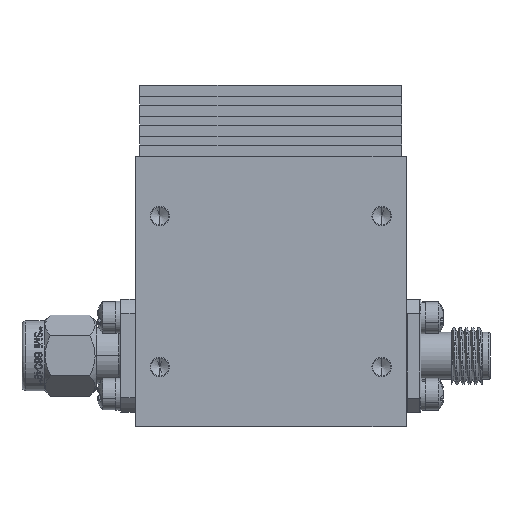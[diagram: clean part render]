
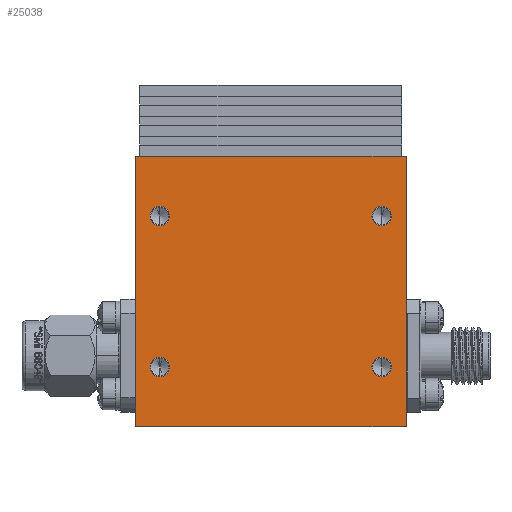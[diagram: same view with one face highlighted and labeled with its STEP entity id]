
A CAD part, front view. The second image highlights one B-rep face of the part: STEP entity #25038.
In plain terms, the highlighted planar face has unit normal (0, -1, 0).
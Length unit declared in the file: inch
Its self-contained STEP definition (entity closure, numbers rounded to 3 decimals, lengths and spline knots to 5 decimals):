
#85 = LINE ( 'NONE', #34831, #12864 ) ;
#159 = EDGE_CURVE ( 'NONE', #23562, #16652, #85, .T. ) ;
#303 = DIRECTION ( 'NONE',  ( -1., 0., 0. ) ) ;
#998 = CIRCLE ( 'NONE', #5696, 0.043 ) ;
#2031 = CARTESIAN_POINT ( 'NONE',  ( 0.038, -0.21919, -0.20972 ) ) ;
#2885 = CARTESIAN_POINT ( 'NONE',  ( 0.038, -0.21919, -0.87901 ) ) ;
#3061 = CARTESIAN_POINT ( 'NONE',  ( -0.94626, -0.21919, -0.87901 ) ) ;
#3330 = ORIENTED_EDGE ( 'NONE', *, *, #39708, .F. ) ;
#3572 = VERTEX_POINT ( 'NONE', #38029 ) ;
#3840 = CARTESIAN_POINT ( 'NONE',  ( -0.94626, -0.21919, -0.92201 ) ) ;
#3864 = FACE_BOUND ( 'NONE', #25466, .T. ) ;
#4310 = AXIS2_PLACEMENT_3D ( 'NONE', #19736, #29391, #10151 ) ;
#4368 = VERTEX_POINT ( 'NONE', #9276 ) ;
#5514 = DIRECTION ( 'NONE',  ( 0., -1., 0. ) ) ;
#5696 = AXIS2_PLACEMENT_3D ( 'NONE', #12902, #12695, #15410 ) ;
#5860 = AXIS2_PLACEMENT_3D ( 'NONE', #2031, #25371, #6358 ) ;
#6059 = DIRECTION ( 'NONE',  ( 1., 0., 0. ) ) ;
#6323 = CIRCLE ( 'NONE', #18302, 0.043 ) ;
#6358 = DIRECTION ( 'NONE',  ( 0., 0., -1. ) ) ;
#6959 = CIRCLE ( 'NONE', #38338, 0.043 ) ;
#7013 = PLANE ( 'NONE',  #4310 ) ;
#7433 = FACE_BOUND ( 'NONE', #22817, .T. ) ;
#8242 = DIRECTION ( 'NONE',  ( 0., 0., -1. ) ) ;
#8429 = AXIS2_PLACEMENT_3D ( 'NONE', #19079, #40661, #9487 ) ;
#8982 = DIRECTION ( 'NONE',  ( 0., -1., 0. ) ) ;
#9176 = DIRECTION ( 'NONE',  ( 0., 0., -1. ) ) ;
#9276 = CARTESIAN_POINT ( 'NONE',  ( 0.038, -0.21919, -0.16672 ) ) ;
#9487 = DIRECTION ( 'NONE',  ( 0., 0., -1. ) ) ;
#9499 = CARTESIAN_POINT ( 'NONE',  ( -0.94626, -0.21919, -0.83601 ) ) ;
#9790 = DIRECTION ( 'NONE',  ( 0., 0., 1. ) ) ;
#10151 = DIRECTION ( 'NONE',  ( 0., 0., -1. ) ) ;
#10833 = EDGE_CURVE ( 'NONE', #23029, #20262, #32765, .T. ) ;
#10856 = EDGE_CURVE ( 'NONE', #16652, #3572, #12929, .T. ) ;
#11072 = CARTESIAN_POINT ( 'NONE',  ( 0.14626, -0.21919, -1.14476 ) ) ;
#11804 = CARTESIAN_POINT ( 'NONE',  ( -0.94626, -0.21919, -0.25272 ) ) ;
#11840 = EDGE_CURVE ( 'NONE', #3572, #23771, #32181, .T. ) ;
#12695 = DIRECTION ( 'NONE',  ( 0., -1., 0. ) ) ;
#12828 = CARTESIAN_POINT ( 'NONE',  ( 0.14626, -0.21919, 0.05603 ) ) ;
#12864 = VECTOR ( 'NONE', #303, 39.37008 ) ;
#12902 = CARTESIAN_POINT ( 'NONE',  ( -0.94626, -0.21919, -0.20972 ) ) ;
#12929 = LINE ( 'NONE', #25680, #34080 ) ;
#13596 = VECTOR ( 'NONE', #6059, 39.37008 ) ;
#13913 = EDGE_CURVE ( 'NONE', #38917, #31019, #6323, .T. ) ;
#14885 = VERTEX_POINT ( 'NONE', #11804 ) ;
#15410 = DIRECTION ( 'NONE',  ( 0., 0., -1. ) ) ;
#15698 = EDGE_LOOP ( 'NONE', ( #3330, #27002 ) ) ;
#15746 = CIRCLE ( 'NONE', #8429, 0.043 ) ;
#16652 = VERTEX_POINT ( 'NONE', #37756 ) ;
#17949 = CARTESIAN_POINT ( 'NONE',  ( 0.038, -0.21919, -0.83601 ) ) ;
#18302 = AXIS2_PLACEMENT_3D ( 'NONE', #28464, #31603, #25518 ) ;
#18360 = ORIENTED_EDGE ( 'NONE', *, *, #159, .F. ) ;
#18400 = EDGE_CURVE ( 'NONE', #4368, #30869, #27882, .T. ) ;
#19079 = CARTESIAN_POINT ( 'NONE',  ( -0.94626, -0.21919, -0.20972 ) ) ;
#19674 = ORIENTED_EDGE ( 'NONE', *, *, #28589, .F. ) ;
#19736 = CARTESIAN_POINT ( 'NONE',  ( -1.05452, -0.21919, 0.05603 ) ) ;
#20262 = VERTEX_POINT ( 'NONE', #29089 ) ;
#21164 = VERTEX_POINT ( 'NONE', #37938 ) ;
#22676 = FACE_OUTER_BOUND ( 'NONE', #29119, .T. ) ;
#22786 = ORIENTED_EDGE ( 'NONE', *, *, #24707, .F. ) ;
#22817 = EDGE_LOOP ( 'NONE', ( #22786, #32369 ) ) ;
#23029 = VERTEX_POINT ( 'NONE', #17949 ) ;
#23562 = VERTEX_POINT ( 'NONE', #11072 ) ;
#23623 = ORIENTED_EDGE ( 'NONE', *, *, #26484, .F. ) ;
#23771 = VERTEX_POINT ( 'NONE', #39473 ) ;
#24707 = EDGE_CURVE ( 'NONE', #20262, #23029, #6959, .T. ) ;
#25038 = ADVANCED_FACE ( 'NONE', ( #3864, #26460, #7433, #36291, #22676 ), #7013, .T. ) ;
#25371 = DIRECTION ( 'NONE',  ( 0., -1., 0. ) ) ;
#25466 = EDGE_LOOP ( 'NONE', ( #19674, #36847 ) ) ;
#25518 = DIRECTION ( 'NONE',  ( 0., 0., -1. ) ) ;
#25680 = CARTESIAN_POINT ( 'NONE',  ( -1.05452, -0.21919, 0.05603 ) ) ;
#25790 = VECTOR ( 'NONE', #38142, 39.37008 ) ;
#26063 = DIRECTION ( 'NONE',  ( 0., 0., -1. ) ) ;
#26460 = FACE_BOUND ( 'NONE', #31892, .T. ) ;
#26484 = EDGE_CURVE ( 'NONE', #23771, #23562, #28126, .T. ) ;
#26531 = AXIS2_PLACEMENT_3D ( 'NONE', #36884, #5514, #8242 ) ;
#26533 = EDGE_CURVE ( 'NONE', #21164, #14885, #15746, .T. ) ;
#27002 = ORIENTED_EDGE ( 'NONE', *, *, #13913, .F. ) ;
#27882 = CIRCLE ( 'NONE', #26531, 0.043 ) ;
#28044 = AXIS2_PLACEMENT_3D ( 'NONE', #3061, #29421, #26063 ) ;
#28126 = LINE ( 'NONE', #12828, #25790 ) ;
#28405 = ORIENTED_EDGE ( 'NONE', *, *, #10856, .F. ) ;
#28429 = CARTESIAN_POINT ( 'NONE',  ( -1.05452, -0.21919, 0.05603 ) ) ;
#28464 = CARTESIAN_POINT ( 'NONE',  ( -0.94626, -0.21919, -0.87901 ) ) ;
#28589 = EDGE_CURVE ( 'NONE', #14885, #21164, #998, .T. ) ;
#28744 = CARTESIAN_POINT ( 'NONE',  ( 0.038, -0.21919, -0.25272 ) ) ;
#29089 = CARTESIAN_POINT ( 'NONE',  ( 0.038, -0.21919, -0.92201 ) ) ;
#29119 = EDGE_LOOP ( 'NONE', ( #28405, #18360, #23623, #37576 ) ) ;
#29371 = CIRCLE ( 'NONE', #28044, 0.043 ) ;
#29391 = DIRECTION ( 'NONE',  ( 0., -1., 0. ) ) ;
#29421 = DIRECTION ( 'NONE',  ( 0., -1., 0. ) ) ;
#29617 = ORIENTED_EDGE ( 'NONE', *, *, #18400, .F. ) ;
#30869 = VERTEX_POINT ( 'NONE', #28744 ) ;
#31019 = VERTEX_POINT ( 'NONE', #3840 ) ;
#31603 = DIRECTION ( 'NONE',  ( 0., -1., 0. ) ) ;
#31766 = CARTESIAN_POINT ( 'NONE',  ( 0.038, -0.21919, -0.87901 ) ) ;
#31892 = EDGE_LOOP ( 'NONE', ( #40030, #29617 ) ) ;
#32181 = LINE ( 'NONE', #28429, #13596 ) ;
#32369 = ORIENTED_EDGE ( 'NONE', *, *, #10833, .F. ) ;
#32765 = CIRCLE ( 'NONE', #34760, 0.043 ) ;
#33907 = CIRCLE ( 'NONE', #5860, 0.043 ) ;
#34080 = VECTOR ( 'NONE', #9790, 39.37008 ) ;
#34685 = DIRECTION ( 'NONE',  ( 0., 0., -1. ) ) ;
#34760 = AXIS2_PLACEMENT_3D ( 'NONE', #31766, #41370, #34685 ) ;
#34831 = CARTESIAN_POINT ( 'NONE',  ( -1.05452, -0.21919, -1.14476 ) ) ;
#36291 = FACE_BOUND ( 'NONE', #15698, .T. ) ;
#36847 = ORIENTED_EDGE ( 'NONE', *, *, #26533, .F. ) ;
#36884 = CARTESIAN_POINT ( 'NONE',  ( 0.038, -0.21919, -0.20972 ) ) ;
#37576 = ORIENTED_EDGE ( 'NONE', *, *, #11840, .F. ) ;
#37653 = EDGE_CURVE ( 'NONE', #30869, #4368, #33907, .T. ) ;
#37756 = CARTESIAN_POINT ( 'NONE',  ( -1.05452, -0.21919, -1.14476 ) ) ;
#37938 = CARTESIAN_POINT ( 'NONE',  ( -0.94626, -0.21919, -0.16672 ) ) ;
#38029 = CARTESIAN_POINT ( 'NONE',  ( -1.05452, -0.21919, 0.05603 ) ) ;
#38142 = DIRECTION ( 'NONE',  ( 0., 0., -1. ) ) ;
#38338 = AXIS2_PLACEMENT_3D ( 'NONE', #2885, #8982, #9176 ) ;
#38917 = VERTEX_POINT ( 'NONE', #9499 ) ;
#39473 = CARTESIAN_POINT ( 'NONE',  ( 0.14626, -0.21919, 0.05603 ) ) ;
#39708 = EDGE_CURVE ( 'NONE', #31019, #38917, #29371, .T. ) ;
#40030 = ORIENTED_EDGE ( 'NONE', *, *, #37653, .F. ) ;
#40661 = DIRECTION ( 'NONE',  ( 0., -1., 0. ) ) ;
#41370 = DIRECTION ( 'NONE',  ( 0., -1., 0. ) ) ;
